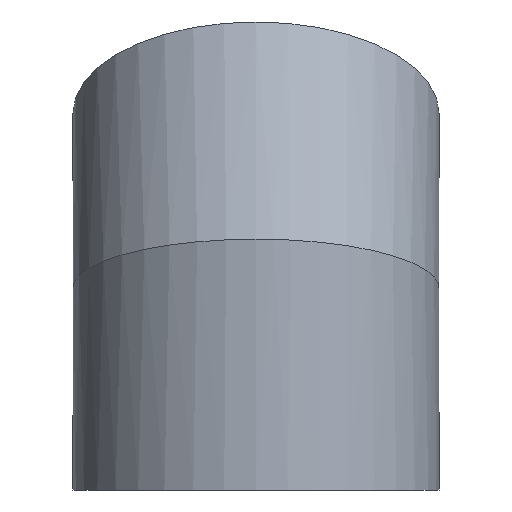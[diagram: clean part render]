
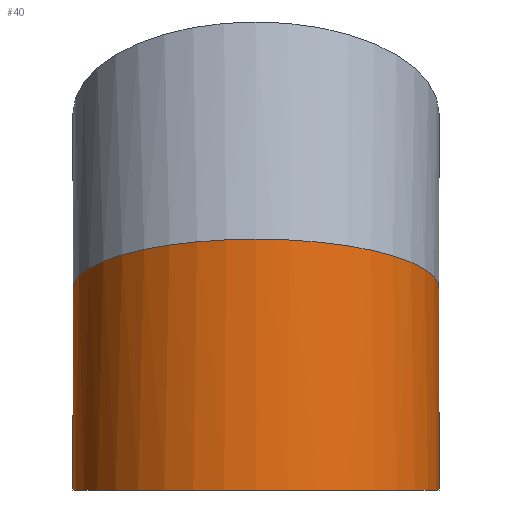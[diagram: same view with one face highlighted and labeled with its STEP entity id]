
A CAD part, left-side view. The second image highlights one B-rep face of the part: STEP entity #40.
In plain terms, the highlighted cylindrical face has radius 600 mm (diameter 1200 mm), a full revolution.
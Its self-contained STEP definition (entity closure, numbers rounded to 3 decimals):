
#40 = ADVANCED_FACE( '', ( #79, #80 ), #81, .T. );
#79 = FACE_OUTER_BOUND( '', #110, .T. );
#80 = FACE_OUTER_BOUND( '', #111, .T. );
#81 = CYLINDRICAL_SURFACE( '', #112, 600. );
#110 = EDGE_LOOP( '', ( #145 ) );
#111 = EDGE_LOOP( '', ( #146 ) );
#112 = AXIS2_PLACEMENT_3D( '', #147, #148, #149 );
#145 = ORIENTED_EDGE( '', *, *, #157, .F. );
#146 = ORIENTED_EDGE( '', *, *, #159, .F. );
#147 = CARTESIAN_POINT( '', ( 0., 0., 0. ) );
#148 = DIRECTION( '', ( 0., 0., 1. ) );
#149 = DIRECTION( '', ( -1., 0., 0. ) );
#157 = EDGE_CURVE( '', #173, #173, #174, .T. );
#159 = EDGE_CURVE( '', #176, #176, #177, .F. );
#173 = VERTEX_POINT( '', #191 );
#174 = CIRCLE( '', #192, 600. );
#176 = VERTEX_POINT( '', #194 );
#177 = ELLIPSE( '', #195, 621.166, 600. );
#191 = CARTESIAN_POINT( '', ( -600., 0., 0. ) );
#192 = AXIS2_PLACEMENT_3D( '', #210, #211, #212 );
#194 = CARTESIAN_POINT( '', ( 600., 0., 500. ) );
#195 = AXIS2_PLACEMENT_3D( '', #213, #214, #215 );
#210 = CARTESIAN_POINT( '', ( 0., 0., 0. ) );
#211 = DIRECTION( '', ( 0., 0., -1. ) );
#212 = DIRECTION( '', ( -1., 0., 0. ) );
#213 = CARTESIAN_POINT( '', ( 0., 0., 660.77 ) );
#214 = DIRECTION( '', ( -0.259, 0., -0.966 ) );
#215 = DIRECTION( '', ( 0.966, 0., -0.259 ) );
